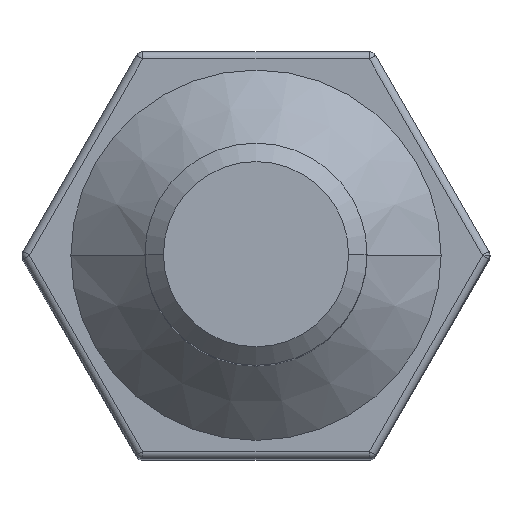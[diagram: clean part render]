
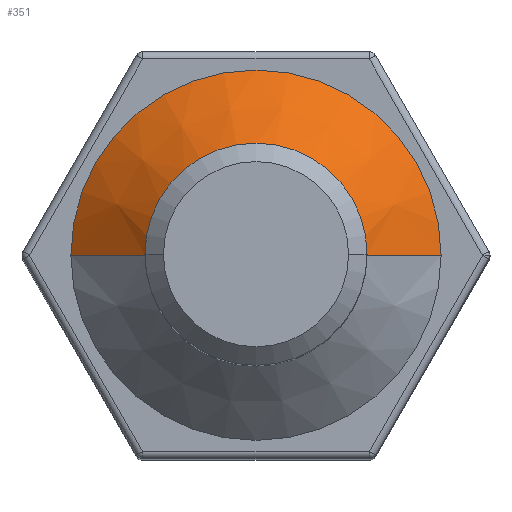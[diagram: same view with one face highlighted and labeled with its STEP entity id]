
A CAD part, top view. The second image highlights one B-rep face of the part: STEP entity #351.
In plain terms, the highlighted conical face has half-angle 45 degrees and reference radius 1.5 mm.
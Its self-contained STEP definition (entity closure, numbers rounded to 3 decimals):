
#162 = CARTESIAN_POINT ( 'NONE',  ( 1.5, 0., 1. ) ) ;
#267 = DIRECTION ( 'NONE',  ( -1., 0., 0. ) ) ;
#284 = CARTESIAN_POINT ( 'NONE',  ( 0., 0., 0. ) ) ;
#351 = ADVANCED_FACE ( 'NONE', ( #516 ), #450, .T. ) ;
#362 = VECTOR ( 'NONE', #820, 1000. ) ;
#372 = EDGE_CURVE ( 'NONE', #1178, #465, #390, .T. ) ;
#386 = VECTOR ( 'NONE', #1379, 1000. ) ;
#390 = CIRCLE ( 'NONE', #663, 1.5 ) ;
#393 = EDGE_CURVE ( 'NONE', #465, #630, #405, .T. ) ;
#399 = EDGE_CURVE ( 'NONE', #890, #630, #434, .T. ) ;
#401 = EDGE_CURVE ( 'NONE', #1178, #890, #429, .T. ) ;
#402 = DIRECTION ( 'NONE',  ( 0., 0., -1. ) ) ;
#405 = LINE ( 'NONE', #162, #386 ) ;
#428 = DIRECTION ( 'NONE',  ( -1., 0., 0. ) ) ;
#429 = LINE ( 'NONE', #1038, #362 ) ;
#434 = CIRCLE ( 'NONE', #1041, 2.5 ) ;
#450 = CONICAL_SURFACE ( 'NONE', #1061, 1.5, 0.785 ) ;
#465 = VERTEX_POINT ( 'NONE', #1330 ) ;
#502 = CARTESIAN_POINT ( 'NONE',  ( -2.5, 0., 0. ) ) ;
#516 = FACE_OUTER_BOUND ( 'NONE', #642, .T. ) ;
#561 = CARTESIAN_POINT ( 'NONE',  ( 0., 0., 1. ) ) ;
#630 = VERTEX_POINT ( 'NONE', #759 ) ;
#642 = EDGE_LOOP ( 'NONE', ( #1073, #1199, #1070, #1091 ) ) ;
#663 = AXIS2_PLACEMENT_3D ( 'NONE', #561, #1315, #697 ) ;
#697 = DIRECTION ( 'NONE',  ( -1., 0., 0. ) ) ;
#759 = CARTESIAN_POINT ( 'NONE',  ( 2.5, 0., 0. ) ) ;
#820 = DIRECTION ( 'NONE',  ( -0.707, 0., -0.707 ) ) ;
#890 = VERTEX_POINT ( 'NONE', #502 ) ;
#1023 = CARTESIAN_POINT ( 'NONE',  ( 0., 0., 1. ) ) ;
#1038 = CARTESIAN_POINT ( 'NONE',  ( -1.5, 0., 1. ) ) ;
#1041 = AXIS2_PLACEMENT_3D ( 'NONE', #284, #1149, #428 ) ;
#1061 = AXIS2_PLACEMENT_3D ( 'NONE', #1023, #402, #267 ) ;
#1070 = ORIENTED_EDGE ( 'NONE', *, *, #399, .F. ) ;
#1073 = ORIENTED_EDGE ( 'NONE', *, *, #372, .T. ) ;
#1091 = ORIENTED_EDGE ( 'NONE', *, *, #401, .F. ) ;
#1149 = DIRECTION ( 'NONE',  ( 0., 0., -1. ) ) ;
#1178 = VERTEX_POINT ( 'NONE', #1430 ) ;
#1199 = ORIENTED_EDGE ( 'NONE', *, *, #393, .T. ) ;
#1315 = DIRECTION ( 'NONE',  ( 0., 0., -1. ) ) ;
#1330 = CARTESIAN_POINT ( 'NONE',  ( 1.5, 0., 1. ) ) ;
#1379 = DIRECTION ( 'NONE',  ( 0.707, 0., -0.707 ) ) ;
#1430 = CARTESIAN_POINT ( 'NONE',  ( -1.5, 0., 1. ) ) ;
